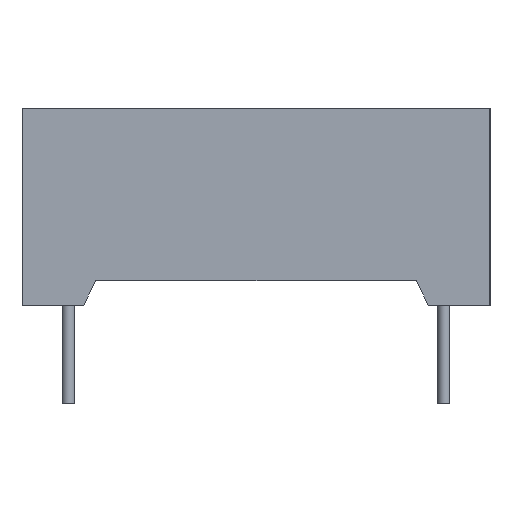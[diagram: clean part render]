
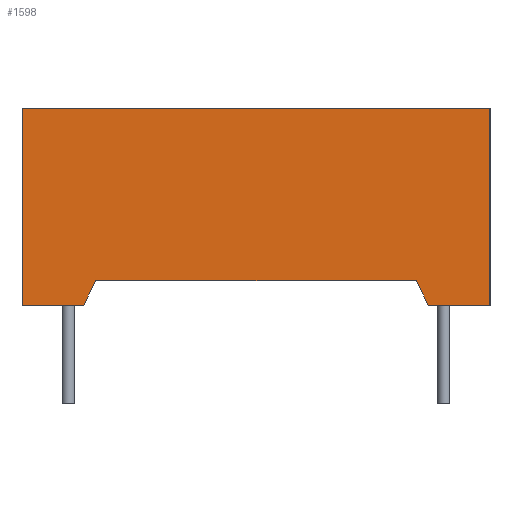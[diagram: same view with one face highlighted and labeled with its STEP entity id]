
A CAD part, left-side view. The second image highlights one B-rep face of the part: STEP entity #1598.
In plain terms, the highlighted planar face has unit normal (-1, 0, 0).
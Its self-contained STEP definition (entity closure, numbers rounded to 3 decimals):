
#22 = VERTEX_POINT('',#23);
#23 = CARTESIAN_POINT('',(-25.15,-9.5,0.));
#31 = EDGE_CURVE('',#22,#32,#34,.T.);
#32 = VERTEX_POINT('',#33);
#33 = CARTESIAN_POINT('',(-25.15,-9.5,8.));
#34 = LINE('',#35,#36);
#35 = CARTESIAN_POINT('',(-25.15,-9.5,0.));
#36 = VECTOR('',#37,1.);
#37 = DIRECTION('',(0.,0.,1.));
#104 = VERTEX_POINT('',#105);
#105 = CARTESIAN_POINT('',(-25.15,-7.,0.));
#111 = EDGE_CURVE('',#104,#22,#112,.T.);
#112 = LINE('',#113,#114);
#113 = CARTESIAN_POINT('',(-25.15,9.5,0.));
#114 = VECTOR('',#115,1.);
#115 = DIRECTION('',(0.,-1.,0.));
#385 = VERTEX_POINT('',#386);
#386 = CARTESIAN_POINT('',(-25.15,9.5,8.));
#392 = EDGE_CURVE('',#385,#32,#393,.T.);
#393 = LINE('',#394,#395);
#394 = CARTESIAN_POINT('',(-25.15,9.5,8.));
#395 = VECTOR('',#396,1.);
#396 = DIRECTION('',(0.,-1.,0.));
#1598 = ADVANCED_FACE('',(#1599),#1650,.F.);
#1599 = FACE_BOUND('',#1600,.F.);
#1600 = EDGE_LOOP('',(#1601,#1611,#1617,#1618,#1619,#1620,#1628,#1636,
    #1644));
#1601 = ORIENTED_EDGE('',*,*,#1602,.F.);
#1602 = EDGE_CURVE('',#1603,#1605,#1607,.T.);
#1603 = VERTEX_POINT('',#1604);
#1604 = CARTESIAN_POINT('',(-25.15,9.5,0.));
#1605 = VERTEX_POINT('',#1606);
#1606 = CARTESIAN_POINT('',(-25.15,7.,0.));
#1607 = LINE('',#1608,#1609);
#1608 = CARTESIAN_POINT('',(-25.15,9.5,0.));
#1609 = VECTOR('',#1610,1.);
#1610 = DIRECTION('',(0.,-1.,0.));
#1611 = ORIENTED_EDGE('',*,*,#1612,.T.);
#1612 = EDGE_CURVE('',#1603,#385,#1613,.T.);
#1613 = LINE('',#1614,#1615);
#1614 = CARTESIAN_POINT('',(-25.15,9.5,0.));
#1615 = VECTOR('',#1616,1.);
#1616 = DIRECTION('',(0.,0.,1.));
#1617 = ORIENTED_EDGE('',*,*,#392,.T.);
#1618 = ORIENTED_EDGE('',*,*,#31,.F.);
#1619 = ORIENTED_EDGE('',*,*,#111,.F.);
#1620 = ORIENTED_EDGE('',*,*,#1621,.T.);
#1621 = EDGE_CURVE('',#104,#1622,#1624,.T.);
#1622 = VERTEX_POINT('',#1623);
#1623 = CARTESIAN_POINT('',(-25.15,-6.5,1.));
#1624 = LINE('',#1625,#1626);
#1625 = CARTESIAN_POINT('',(-25.15,-5.6,2.8));
#1626 = VECTOR('',#1627,1.);
#1627 = DIRECTION('',(0.,0.447,0.894));
#1628 = ORIENTED_EDGE('',*,*,#1629,.T.);
#1629 = EDGE_CURVE('',#1622,#1630,#1632,.T.);
#1630 = VERTEX_POINT('',#1631);
#1631 = CARTESIAN_POINT('',(-25.15,0.,1.));
#1632 = LINE('',#1633,#1634);
#1633 = CARTESIAN_POINT('',(-25.15,1.5,1.));
#1634 = VECTOR('',#1635,1.);
#1635 = DIRECTION('',(0.,1.,0.));
#1636 = ORIENTED_EDGE('',*,*,#1637,.T.);
#1637 = EDGE_CURVE('',#1630,#1638,#1640,.T.);
#1638 = VERTEX_POINT('',#1639);
#1639 = CARTESIAN_POINT('',(-25.15,6.5,1.));
#1640 = LINE('',#1641,#1642);
#1641 = CARTESIAN_POINT('',(-25.15,4.75,1.));
#1642 = VECTOR('',#1643,1.);
#1643 = DIRECTION('',(0.,1.,0.));
#1644 = ORIENTED_EDGE('',*,*,#1645,.T.);
#1645 = EDGE_CURVE('',#1638,#1605,#1646,.T.);
#1646 = LINE('',#1647,#1648);
#1647 = CARTESIAN_POINT('',(-25.15,7.,0.));
#1648 = VECTOR('',#1649,1.);
#1649 = DIRECTION('',(0.,0.447,-0.894));
#1650 = PLANE('',#1651);
#1651 = AXIS2_PLACEMENT_3D('',#1652,#1653,#1654);
#1652 = CARTESIAN_POINT('',(-25.15,9.5,0.));
#1653 = DIRECTION('',(1.,0.,0.));
#1654 = DIRECTION('',(0.,-1.,0.));
